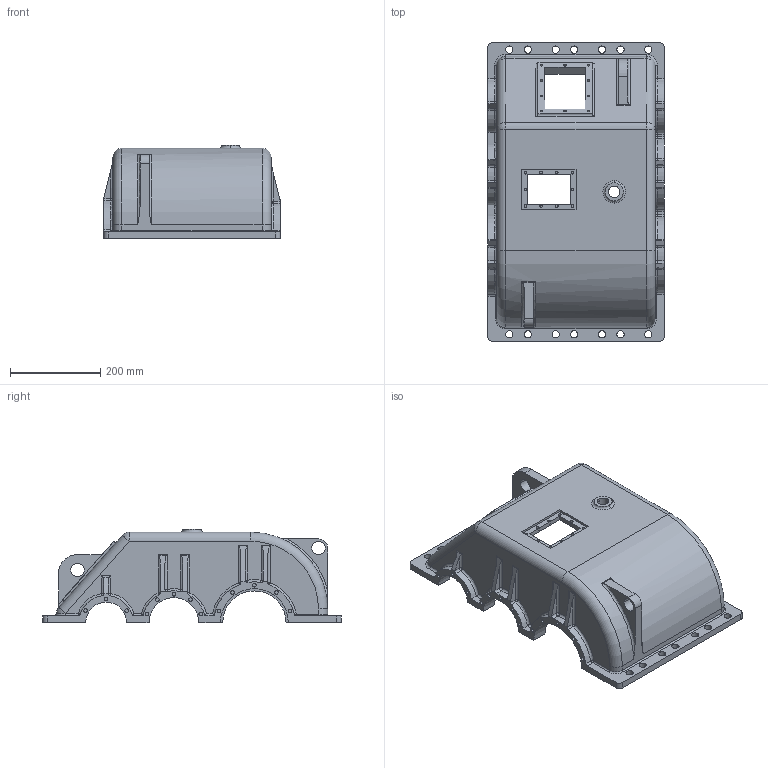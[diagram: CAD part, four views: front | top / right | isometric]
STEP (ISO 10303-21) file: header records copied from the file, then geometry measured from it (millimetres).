
FILE_DESCRIPTION((''),'2;1');
FILE_NAME('__0001','2022-11-17T18:38:55',('nspet'),(''),'CREO PARAMETRIC BY PTC INC, 2022073','CREO PARAMETRIC BY PTC INC, 2022073','');
FILE_SCHEMA(('CONFIG_CONTROL_DESIGN'));
Length unit declared in the file: millimetre
Products named in the file (1): __0001
Bounding box: 390 x 660 x 206 mm (x, y, z)
Volume: 7012405 mm3; surface area: 1005279.9 mm2
Topology: 1 solids, 1 shells, 428 faces, 1017 edges, 640 vertices
Faces by surface type: cylinder 243, plane 125, sphere 30, torus 26, bspline 4
Entity records: 13282 total; most frequent: CARTESIAN_POINT 3006, DIRECTION 2275, ORIENTED_EDGE 2034, EDGE_CURVE 1017, AXIS2_PLACEMENT_3D 910, VERTEX_POINT 640, EDGE_LOOP 515, CIRCLE 486
